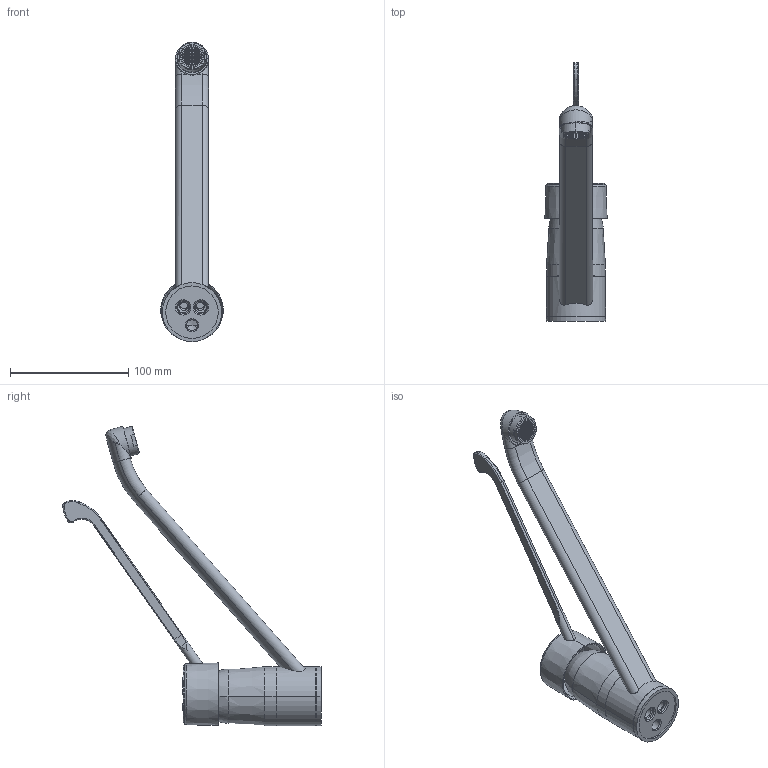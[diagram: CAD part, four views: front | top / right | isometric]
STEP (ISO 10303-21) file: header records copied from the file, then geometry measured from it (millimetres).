
FILE_DESCRIPTION((''),'2;1');
FILE_NAME('NT303CR','2021-11-10T13:35:45',('ut3'),('PAFFONI SpA'),'CREO PARAMETRIC BY PTC INC, 2020044','CREO PARAMETRIC BY PTC INC, 2020044','');
FILE_SCHEMA(('CONFIG_CONTROL_DESIGN','SHAPE_APPEARANCE_LAYERS_GROUPS'));
Products named in the file (1): NT303CR
Bounding box: 53 x 218.78 x 253.52 mm (x, y, z)
Volume: 152879.7 mm3; surface area: 119019.5 mm2
Topology: 4 solids, 16 shells, 2640 faces, 7628 edges, 4974 vertices
Faces by surface type: plane 2053, cylinder 360, torus 98, cone 71, sphere 32, bspline 26
Entity records: 101749 total; most frequent: CARTESIAN_POINT 21428, ORIENTED_EDGE 15224, DIRECTION 14317, EDGE_CURVE 7612, VECTOR 5091, LINE 5091, VERTEX_POINT 4974, AXIS2_PLACEMENT_3D 4613
